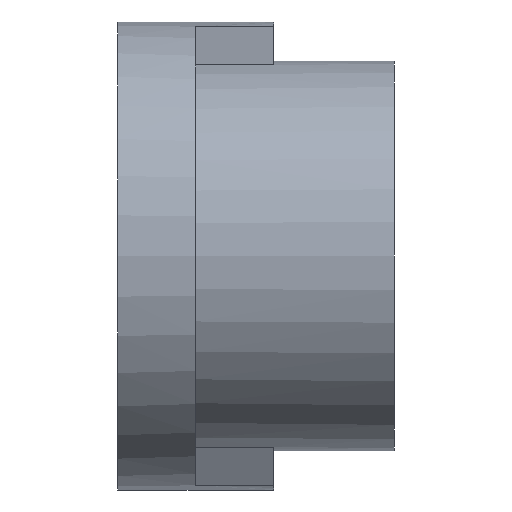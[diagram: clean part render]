
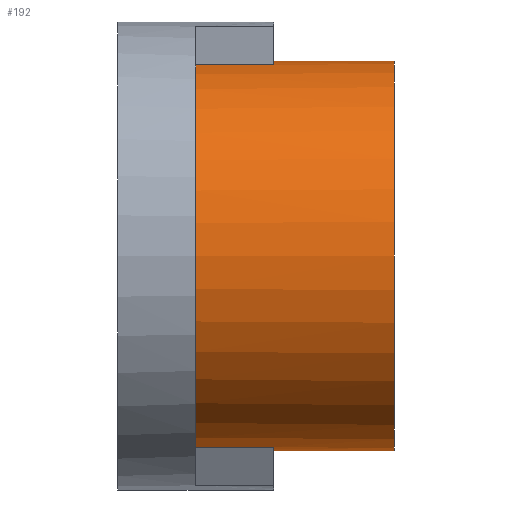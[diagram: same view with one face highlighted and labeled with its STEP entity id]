
A CAD part, left-side view. The second image highlights one B-rep face of the part: STEP entity #192.
In plain terms, the highlighted cylindrical face has radius 5 mm (diameter 10 mm), a partial arc.
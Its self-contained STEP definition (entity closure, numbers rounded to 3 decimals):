
#1 = CARTESIAN_POINT ( 'NONE',  ( 0., 0., 0. ) ) ;
#20 = CYLINDRICAL_SURFACE ( 'NONE', #423, 5. ) ;
#22 = ORIENTED_EDGE ( 'NONE', *, *, #36, .F. ) ;
#25 = DIRECTION ( 'NONE',  ( 0., -1., 0. ) ) ;
#28 = CIRCLE ( 'NONE', #309, 5. ) ;
#31 = EDGE_CURVE ( 'NONE', #231, #365, #220, .T. ) ;
#33 = CIRCLE ( 'NONE', #260, 5. ) ;
#34 = ORIENTED_EDGE ( 'NONE', *, *, #31, .F. ) ;
#36 = EDGE_CURVE ( 'NONE', #139, #136, #122, .T. ) ;
#38 = VECTOR ( 'NONE', #378, 1000. ) ;
#39 = ORIENTED_EDGE ( 'NONE', *, *, #302, .F. ) ;
#43 = LINE ( 'NONE', #338, #38 ) ;
#46 = VERTEX_POINT ( 'NONE', #284 ) ;
#56 = VERTEX_POINT ( 'NONE', #254 ) ;
#60 = CARTESIAN_POINT ( 'NONE',  ( 0., 3.1, 0. ) ) ;
#77 = VECTOR ( 'NONE', #213, 1000. ) ;
#80 = DIRECTION ( 'NONE',  ( 0., 0., 1. ) ) ;
#84 = CARTESIAN_POINT ( 'NONE',  ( 0., 1.1, -5. ) ) ;
#93 = VECTOR ( 'NONE', #152, 1000. ) ;
#97 = DIRECTION ( 'NONE',  ( 0., -1., 0. ) ) ;
#98 = EDGE_CURVE ( 'NONE', #46, #337, #307, .T. ) ;
#99 = AXIS2_PLACEMENT_3D ( 'NONE', #1, #394, #392 ) ;
#117 = DIRECTION ( 'NONE',  ( 0., 1., 0. ) ) ;
#119 = ORIENTED_EDGE ( 'NONE', *, *, #98, .T. ) ;
#121 = ORIENTED_EDGE ( 'NONE', *, *, #402, .T. ) ;
#122 = LINE ( 'NONE', #224, #256 ) ;
#136 = VERTEX_POINT ( 'NONE', #361 ) ;
#139 = VERTEX_POINT ( 'NONE', #292 ) ;
#142 = CARTESIAN_POINT ( 'NONE',  ( 0., 1.1, 5. ) ) ;
#143 = CARTESIAN_POINT ( 'NONE',  ( 0., 3.1, -5. ) ) ;
#152 = DIRECTION ( 'NONE',  ( 0., -1., 0. ) ) ;
#154 = EDGE_CURVE ( 'NONE', #56, #139, #28, .T. ) ;
#156 = DIRECTION ( 'NONE',  ( 0., 1., 0. ) ) ;
#169 = EDGE_LOOP ( 'NONE', ( #418, #39, #22, #223, #287, #34, #121, #119 ) ) ;
#171 = CARTESIAN_POINT ( 'NONE',  ( -1., 3.1, -4.899 ) ) ;
#172 = FACE_OUTER_BOUND ( 'NONE', #169, .T. ) ;
#184 = LINE ( 'NONE', #84, #93 ) ;
#192 = ADVANCED_FACE ( 'NONE', ( #172 ), #20, .T. ) ;
#205 = CARTESIAN_POINT ( 'NONE',  ( 0., 0., 5. ) ) ;
#207 = LINE ( 'NONE', #142, #77 ) ;
#211 = CARTESIAN_POINT ( 'NONE',  ( 0., 1.1, 0. ) ) ;
#213 = DIRECTION ( 'NONE',  ( 0., -1., 0. ) ) ;
#220 = CIRCLE ( 'NONE', #288, 5. ) ;
#221 = DIRECTION ( 'NONE',  ( 0., 0., 1. ) ) ;
#223 = ORIENTED_EDGE ( 'NONE', *, *, #154, .F. ) ;
#224 = CARTESIAN_POINT ( 'NONE',  ( -1., 5.1, 4.899 ) ) ;
#231 = VERTEX_POINT ( 'NONE', #143 ) ;
#254 = CARTESIAN_POINT ( 'NONE',  ( -1., 5.1, -4.899 ) ) ;
#256 = VECTOR ( 'NONE', #25, 1000. ) ;
#260 = AXIS2_PLACEMENT_3D ( 'NONE', #334, #375, #373 ) ;
#275 = CARTESIAN_POINT ( 'NONE',  ( 0., 5.1, 0. ) ) ;
#284 = CARTESIAN_POINT ( 'NONE',  ( 0., 0., -5. ) ) ;
#287 = ORIENTED_EDGE ( 'NONE', *, *, #352, .T. ) ;
#288 = AXIS2_PLACEMENT_3D ( 'NONE', #60, #156, #221 ) ;
#292 = CARTESIAN_POINT ( 'NONE',  ( -1., 5.1, 4.899 ) ) ;
#302 = EDGE_CURVE ( 'NONE', #136, #318, #33, .T. ) ;
#307 = CIRCLE ( 'NONE', #99, 5. ) ;
#309 = AXIS2_PLACEMENT_3D ( 'NONE', #275, #117, #80 ) ;
#318 = VERTEX_POINT ( 'NONE', #340 ) ;
#334 = CARTESIAN_POINT ( 'NONE',  ( 0., 3.1, 0. ) ) ;
#337 = VERTEX_POINT ( 'NONE', #205 ) ;
#338 = CARTESIAN_POINT ( 'NONE',  ( -1., 5.1, -4.899 ) ) ;
#340 = CARTESIAN_POINT ( 'NONE',  ( 0., 3.1, 5. ) ) ;
#352 = EDGE_CURVE ( 'NONE', #56, #365, #43, .T. ) ;
#361 = CARTESIAN_POINT ( 'NONE',  ( -1., 3.1, 4.899 ) ) ;
#365 = VERTEX_POINT ( 'NONE', #171 ) ;
#373 = DIRECTION ( 'NONE',  ( 0., 0., 1. ) ) ;
#375 = DIRECTION ( 'NONE',  ( 0., 1., 0. ) ) ;
#378 = DIRECTION ( 'NONE',  ( 0., -1., 0. ) ) ;
#380 = EDGE_CURVE ( 'NONE', #318, #337, #207, .T. ) ;
#392 = DIRECTION ( 'NONE',  ( 0., 0., 1. ) ) ;
#394 = DIRECTION ( 'NONE',  ( 0., 1., 0. ) ) ;
#402 = EDGE_CURVE ( 'NONE', #231, #46, #184, .T. ) ;
#411 = DIRECTION ( 'NONE',  ( 0., 0., -1. ) ) ;
#418 = ORIENTED_EDGE ( 'NONE', *, *, #380, .F. ) ;
#423 = AXIS2_PLACEMENT_3D ( 'NONE', #211, #97, #411 ) ;
